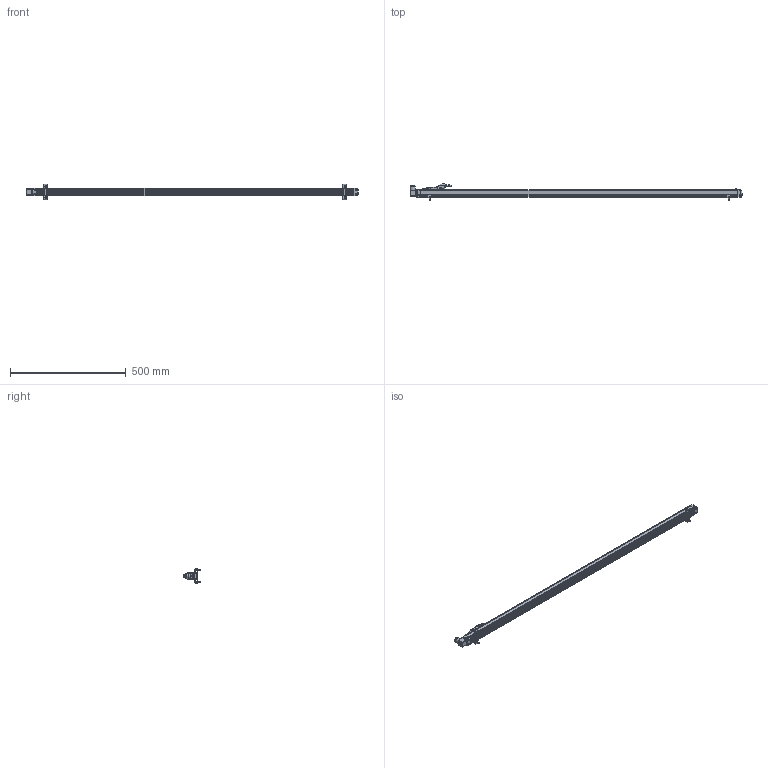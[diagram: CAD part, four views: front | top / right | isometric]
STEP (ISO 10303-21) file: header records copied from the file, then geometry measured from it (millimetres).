
FILE_DESCRIPTION (( 'STEP AP214' ), '1' );
FILE_NAME ('LSRS-33P-1250-D20-C1.STEP', '2024-10-01T14:24:23', ( '' ), ( '' ), 'SwSTEP 2.0', 'SolidWorks 2023', '' );
FILE_SCHEMA (( 'AUTOMOTIVE_DESIGN' ));
Length unit declared in the file: inch
Products named in the file (1): LSRS-33P-1250-D20-C1
Bounding box: 1435.2 x 69.95 x 65.01 mm (x, y, z)
Volume: 1356843.1 mm3; surface area: 299084.4 mm2
Topology: 10 solids, 27 shells, 1310 faces, 3408 edges, 2215 vertices
Faces by surface type: plane 821, cylinder 357, bspline 70, cone 54, sphere 8
Full cylindrical faces by diameter (mm): 2.5 x2, 2.6 x1, 2.7 x1, 2.875 x4, 3 x4, 3.303 x4, 4 x1, 4.6 x4, 4.7 x4, 4.9 x4, 5 x3, 5.3 x1, 5.4 x1, 5.5 x10, 5.6 x4, 5.9 x1, 6 x1, 6.194 x1, 6.3 x1, 7 x1, 8.4 x4, 10 x1, 10.5 x1, 11 x1, 12 x1, 12.8 x1, 13.6 x1, 15.3 x1, 21.7 x1, 22 x1
Entity records: 45794 total; most frequent: CARTESIAN_POINT 15036, ORIENTED_EDGE 6522, DIRECTION 5858, EDGE_CURVE 3261, VECTOR 2252, LINE 2252, VERTEX_POINT 2175, AXIS2_PLACEMENT_3D 1803
